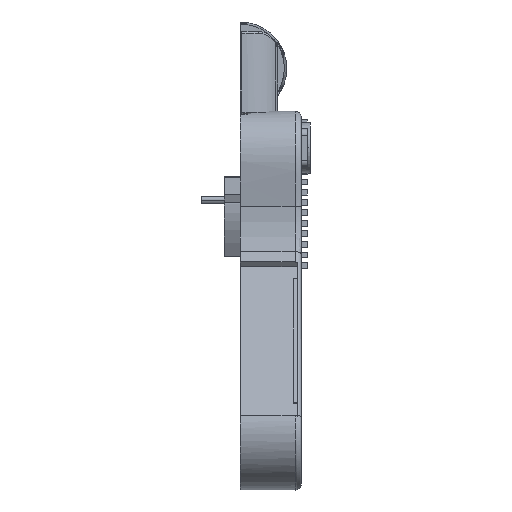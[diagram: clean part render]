
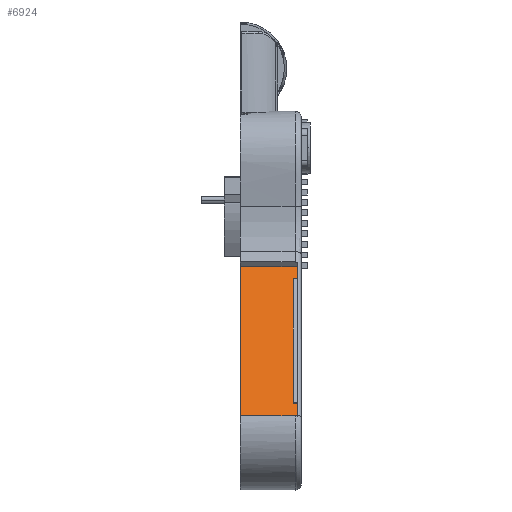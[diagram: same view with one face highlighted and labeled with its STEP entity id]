
A CAD part, top view. The second image highlights one B-rep face of the part: STEP entity #6924.
In plain terms, the highlighted planar face has unit normal (0, 0.383, 0.924).
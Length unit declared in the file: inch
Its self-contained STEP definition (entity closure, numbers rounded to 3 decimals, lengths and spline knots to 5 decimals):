
#605 = CARTESIAN_POINT ( 'NONE',  ( 0., -0.68585, 2.87418 ) ) ;
#653 = ORIENTED_EDGE ( 'NONE', *, *, #14713, .T. ) ;
#700 = DIRECTION ( 'NONE',  ( 0., -0.924, 0.383 ) ) ;
#768 = VECTOR ( 'NONE', #5319, 39.37008 ) ;
#817 = DIRECTION ( 'NONE',  ( 0., -0.924, 0.383 ) ) ;
#873 = VERTEX_POINT ( 'NONE', #7506 ) ;
#1587 = EDGE_CURVE ( 'NONE', #16313, #12971, #6884, .T. ) ;
#2290 = LINE ( 'NONE', #7095, #15255 ) ;
#2455 = ORIENTED_EDGE ( 'NONE', *, *, #12724, .T. ) ;
#2675 = CARTESIAN_POINT ( 'NONE',  ( 0.56969, -0.68585, 2.87418 ) ) ;
#2748 = VECTOR ( 'NONE', #10087, 39.37008 ) ;
#3106 = CARTESIAN_POINT ( 'NONE',  ( 0.56969, -0.68585, 2.87418 ) ) ;
#4343 = LINE ( 'NONE', #9455, #6431 ) ;
#4356 = VERTEX_POINT ( 'NONE', #7758 ) ;
#4535 = FACE_OUTER_BOUND ( 'NONE', #14871, .T. ) ;
#5314 = LINE ( 'NONE', #2675, #9505 ) ;
#5319 = DIRECTION ( 'NONE',  ( -1., 0., 0. ) ) ;
#5497 = ORIENTED_EDGE ( 'NONE', *, *, #8958, .T. ) ;
#6431 = VECTOR ( 'NONE', #700, 39.37008 ) ;
#6624 = CARTESIAN_POINT ( 'NONE',  ( 0.7, -3.04185, 3.84976 ) ) ;
#6884 = LINE ( 'NONE', #605, #768 ) ;
#6924 = ADVANCED_FACE ( 'NONE', ( #4535 ), #7093, .T. ) ;
#7093 = PLANE ( 'NONE',  #7720 ) ;
#7095 = CARTESIAN_POINT ( 'NONE',  ( 0.56969, 0.49483, 2.38528 ) ) ;
#7506 = CARTESIAN_POINT ( 'NONE',  ( 0.56969, 0.49483, 2.38528 ) ) ;
#7540 = CARTESIAN_POINT ( 'NONE',  ( 0., 0.49483, 2.38528 ) ) ;
#7549 = ORIENTED_EDGE ( 'NONE', *, *, #8385, .T. ) ;
#7707 = DIRECTION ( 'NONE',  ( 0., 0.924, -0.383 ) ) ;
#7720 = AXIS2_PLACEMENT_3D ( 'NONE', #8325, #10726, #817 ) ;
#7758 = CARTESIAN_POINT ( 'NONE',  ( 0., -3.04185, 3.84976 ) ) ;
#7945 = CARTESIAN_POINT ( 'NONE',  ( 0.7, 0.91556, 2.21106 ) ) ;
#8008 = VERTEX_POINT ( 'NONE', #7540 ) ;
#8325 = CARTESIAN_POINT ( 'NONE',  ( 0., 0.91556, 2.21106 ) ) ;
#8385 = EDGE_CURVE ( 'NONE', #8008, #4356, #4343, .T. ) ;
#8923 = CARTESIAN_POINT ( 'NONE',  ( 0.7, -0.68585, 2.87418 ) ) ;
#8958 = EDGE_CURVE ( 'NONE', #4356, #10124, #10253, .T. ) ;
#9020 = CARTESIAN_POINT ( 'NONE',  ( 0., -3.04185, 3.84976 ) ) ;
#9183 = LINE ( 'NONE', #7945, #13127 ) ;
#9455 = CARTESIAN_POINT ( 'NONE',  ( 0., -4.32897, 4.38273 ) ) ;
#9505 = VECTOR ( 'NONE', #7707, 39.37008 ) ;
#9814 = ORIENTED_EDGE ( 'NONE', *, *, #1587, .T. ) ;
#10087 = DIRECTION ( 'NONE',  ( 1., 0., 0. ) ) ;
#10124 = VERTEX_POINT ( 'NONE', #6624 ) ;
#10253 = LINE ( 'NONE', #9020, #2748 ) ;
#10726 = DIRECTION ( 'NONE',  ( 0., 0.383, 0.924 ) ) ;
#10914 = EDGE_CURVE ( 'NONE', #10124, #16313, #9183, .T. ) ;
#11615 = ORIENTED_EDGE ( 'NONE', *, *, #10914, .T. ) ;
#11679 = DIRECTION ( 'NONE',  ( 0., 0.924, -0.383 ) ) ;
#12219 = DIRECTION ( 'NONE',  ( -1., 0., 0. ) ) ;
#12724 = EDGE_CURVE ( 'NONE', #873, #8008, #2290, .T. ) ;
#12971 = VERTEX_POINT ( 'NONE', #3106 ) ;
#13127 = VECTOR ( 'NONE', #11679, 39.37008 ) ;
#14713 = EDGE_CURVE ( 'NONE', #12971, #873, #5314, .T. ) ;
#14871 = EDGE_LOOP ( 'NONE', ( #7549, #5497, #11615, #9814, #653, #2455 ) ) ;
#15255 = VECTOR ( 'NONE', #12219, 39.37008 ) ;
#16313 = VERTEX_POINT ( 'NONE', #8923 ) ;
